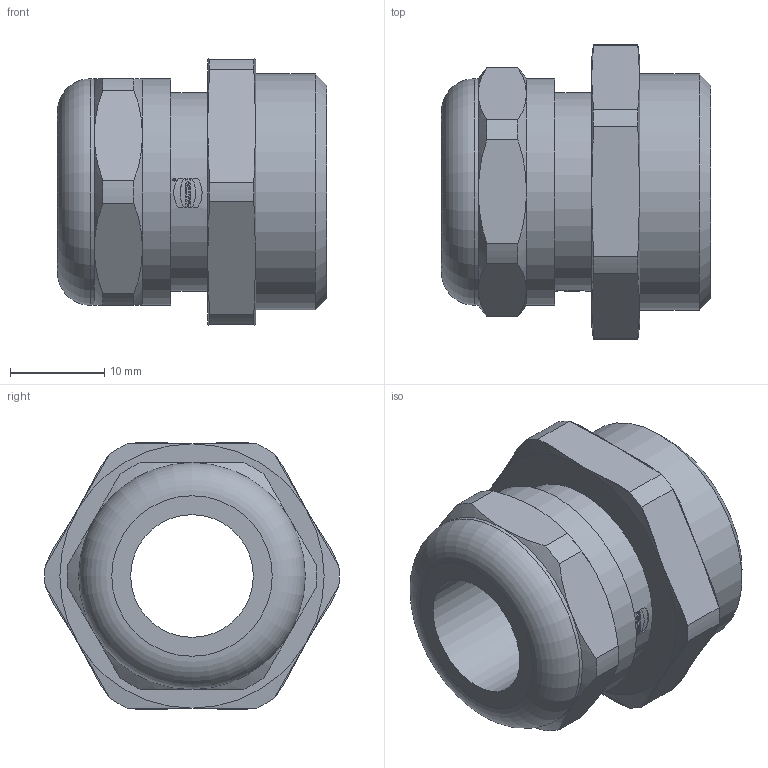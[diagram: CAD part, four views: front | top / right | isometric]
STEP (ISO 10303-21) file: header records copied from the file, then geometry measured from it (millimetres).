
FILE_DESCRIPTION(/* description */ (''),/* implementation_level */ '2;1');
FILE_NAME(/* name */ '100224367ugm000_d.stp',/* time_stamp */ '2019-01-23T16:46:13+01:00',/* author */ (''),/* organization */ (''),/* preprocessor_version */ 'ST-DEVELOPER v16.7',/* originating_system */ 'SIEMENS PLM Software NX 12.0',/* authorisation */ '');
FILE_SCHEMA (('AUTOMOTIVE_DESIGN { 1 0 10303 214 3 1 1 1 }'));
Length unit declared in the file: millimetre
Products named in the file (1): 100224367ugm000_d
Bounding box: 28.5 x 31.19 x 28.36 mm (x, y, z)
Volume: 10060.9 mm3; surface area: 4577.2 mm2
Topology: 1 solids, 1 shells, 161 faces, 402 edges, 272 vertices
Faces by surface type: plane 91, cylinder 42, bspline 24, extrusion 2, torus 1, cone 1
Full cylindrical faces by diameter (mm): 0.342 x1, 0.404 x1, 13 x1, 21 x1, 24 x2, 25 x1
Entity records: 6519 total; most frequent: CARTESIAN_POINT 2051, ORIENTED_EDGE 772, DIRECTION 736, EDGE_CURVE 386, AXIS2_PLACEMENT_3D 286, VERTEX_POINT 254, EDGE_LOOP 190, VECTOR 164
